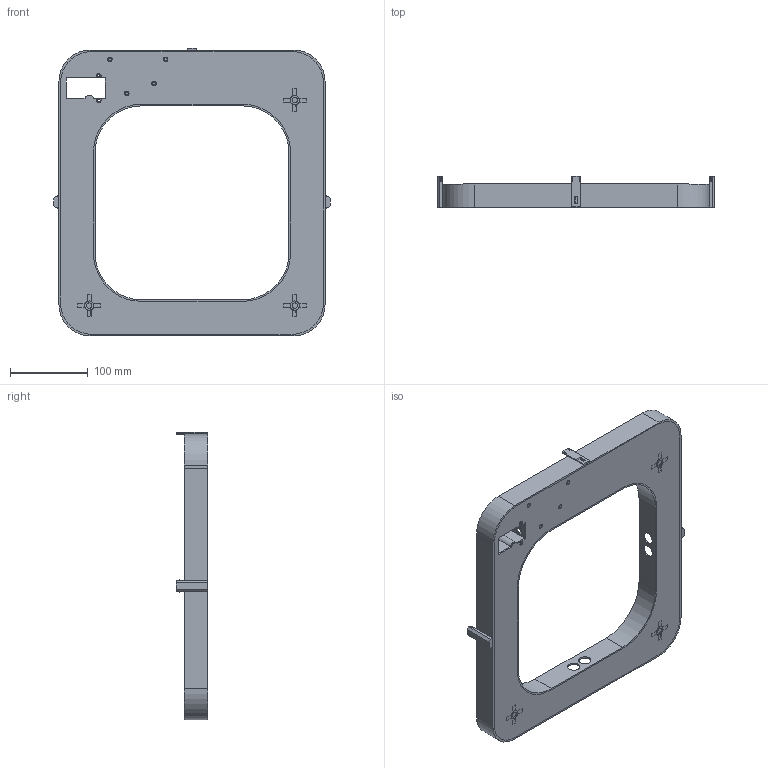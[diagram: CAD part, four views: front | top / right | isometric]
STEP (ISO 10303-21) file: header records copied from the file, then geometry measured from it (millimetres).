
FILE_DESCRIPTION(/* description */ (''),/* implementation_level */ '2;1');
FILE_NAME(/* name */ 'Outdoor-bottom v36.step',/* time_stamp */ '2025-06-16T12:32:56+02:00',/* author */ (''),/* organization */ (''),/* preprocessor_version */ 'ST-DEVELOPER v20.1',/* originating_system */ 'Autodesk Translation Framework v14.10.0.0',/* authorisation */ '');
FILE_SCHEMA (('AUTOMOTIVE_DESIGN { 1 0 10303 214 3 1 1 }'));
Length unit declared in the file: millimetre
Products named in the file (2): Outdoor-Deckel; Outdoor-Wetterstadtion
Assembly tree (1 placements, depth 2):
  Outdoor-Deckel
    Outdoor-Wetterstadtion
Bounding box: 356.99 x 40 x 370.95 mm (x, y, z)
Volume: 290077.2 mm3; surface area: 293895.7 mm2
Topology: 20 solids, 20 shells, 371 faces, 949 edges, 630 vertices
Faces by surface type: plane 287, cylinder 76, bspline 8
Full cylindrical faces by diameter (mm): 3 x6, 3.5 x4, 4 x4, 6 x4, 7 x6, 12 x6, 16 x8
Entity records: 11691 total; most frequent: CARTESIAN_POINT 2251, ORIENTED_EDGE 1900, DIRECTION 1862, EDGE_CURVE 950, LINE 740, VECTOR 740, VERTEX_POINT 630, AXIS2_PLACEMENT_3D 561
